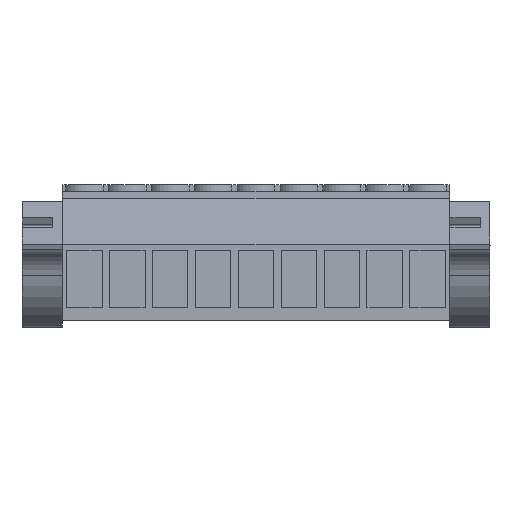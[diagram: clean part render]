
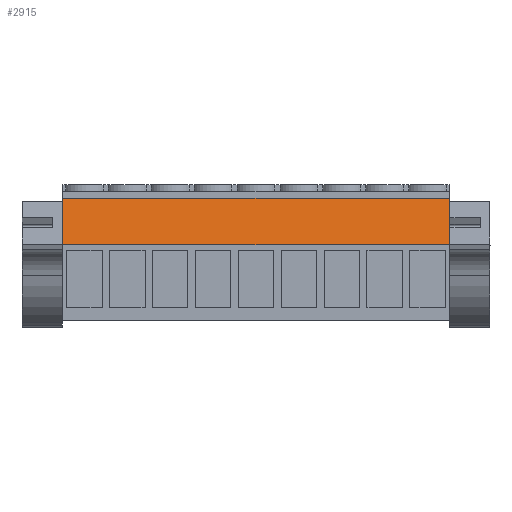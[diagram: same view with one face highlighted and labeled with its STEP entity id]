
A CAD part, top view. The second image highlights one B-rep face of the part: STEP entity #2915.
In plain terms, the highlighted planar face has unit normal (0, 0.18, 0.984).
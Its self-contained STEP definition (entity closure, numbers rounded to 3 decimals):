
#2895=AXIS2_PLACEMENT_3D('Plane Axis2P3D',#2892,#2893,#2894) ;
#77=CARTESIAN_POINT('Vertex',(4.85,9.805,19.751)) ;
#80=CARTESIAN_POINT('Line Origine',(4.85,12.537,19.251)) ;
#84=CARTESIAN_POINT('Vertex',(4.85,15.269,18.752)) ;
#2877=CARTESIAN_POINT('Vertex',(50.57,9.805,19.751)) ;
#2880=CARTESIAN_POINT('Line Origine',(27.71,9.805,19.751)) ;
#2892=CARTESIAN_POINT('Axis2P3D Location',(30.25,15.269,18.752)) ;
#2897=CARTESIAN_POINT('Line Origine',(50.57,12.537,19.251)) ;
#2901=CARTESIAN_POINT('Vertex',(50.57,15.269,18.752)) ;
#2904=CARTESIAN_POINT('Line Origine',(27.71,15.269,18.752)) ;
#81=DIRECTION('Vector Direction',(0.,-0.984,0.18)) ;
#2881=DIRECTION('Vector Direction',(1.,0.,0.)) ;
#2893=DIRECTION('Axis2P3D Direction',(0.,0.18,0.984)) ;
#2894=DIRECTION('Axis2P3D XDirection',(0.,-0.984,0.18)) ;
#2898=DIRECTION('Vector Direction',(0.,-0.984,0.18)) ;
#2905=DIRECTION('Vector Direction',(1.,0.,0.)) ;
#82=VECTOR('Line Direction',#81,1.) ;
#2882=VECTOR('Line Direction',#2881,1.) ;
#2899=VECTOR('Line Direction',#2898,1.) ;
#2906=VECTOR('Line Direction',#2905,1.) ;
#2910=ORIENTED_EDGE('',*,*,#86,.F.) ;
#2911=ORIENTED_EDGE('',*,*,#2884,.T.) ;
#2912=ORIENTED_EDGE('',*,*,#2903,.F.) ;
#2913=ORIENTED_EDGE('',*,*,#2908,.F.) ;
#2915=ADVANCED_FACE('HOUSING',(#2914),#2896,.T.) ;
#86=EDGE_CURVE('',#78,#85,#83,.F.) ;
#2884=EDGE_CURVE('',#78,#2878,#2883,.T.) ;
#2903=EDGE_CURVE('',#2902,#2878,#2900,.T.) ;
#2908=EDGE_CURVE('',#85,#2902,#2907,.T.) ;
#2909=EDGE_LOOP('',(#2910,#2911,#2912,#2913)) ;
#2914=FACE_OUTER_BOUND('',#2909,.T.) ;
#83=LINE('Line',#80,#82) ;
#2883=LINE('Line',#2880,#2882) ;
#2900=LINE('Line',#2897,#2899) ;
#2907=LINE('Line',#2904,#2906) ;
#2896=PLANE('',#2895) ;
#78=VERTEX_POINT('',#77) ;
#85=VERTEX_POINT('',#84) ;
#2878=VERTEX_POINT('',#2877) ;
#2902=VERTEX_POINT('',#2901) ;
